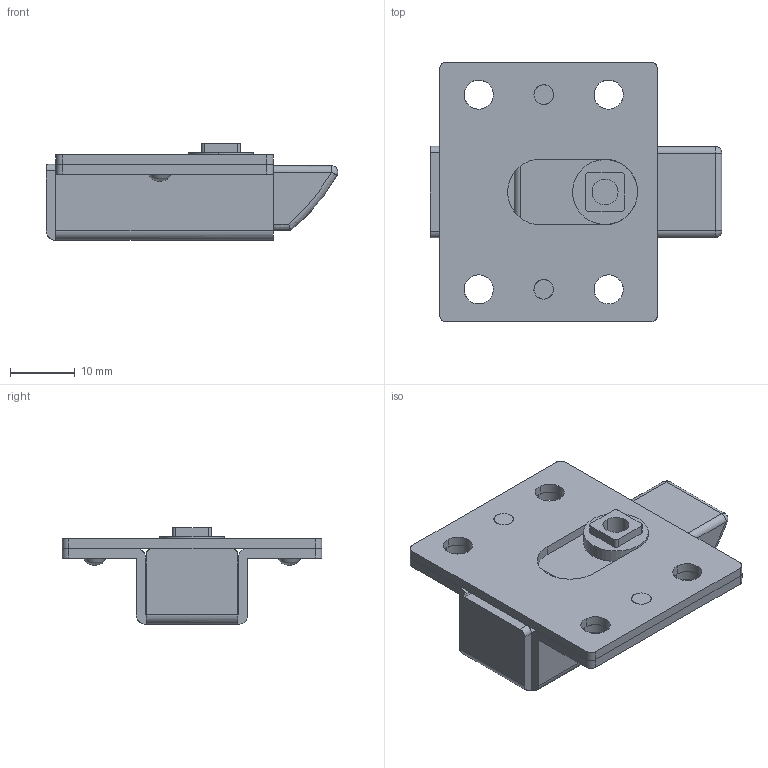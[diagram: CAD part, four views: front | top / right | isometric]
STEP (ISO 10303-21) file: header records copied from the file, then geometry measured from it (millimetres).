
FILE_DESCRIPTION((''),'2;1');
FILE_NAME('','2013-02-25T09:59:15',(''),(''),'','CADfix','');
FILE_SCHEMA(('AUTOMOTIVE_DESIGN { 1 0 10303 214 1 1 1 1 }'));
Length unit declared in the file: millimetre
Bounding box: 44.95 x 40 x 14.9 mm (x, y, z)
Volume: 8928.7 mm3; surface area: 8958.5 mm2
Topology: 3 solids, 3 shells, 111 faces, 330 edges, 232 vertices
Faces by surface type: bspline 111
Entity records: 4367 total; most frequent: CARTESIAN_POINT 2500, ORIENTED_EDGE 660, EDGE_CURVE 330, VERTEX_POINT 232, QUASI_UNIFORM_CURVE 148, EDGE_LOOP 140, FACE_OUTER_BOUND 111, ADVANCED_FACE 111
